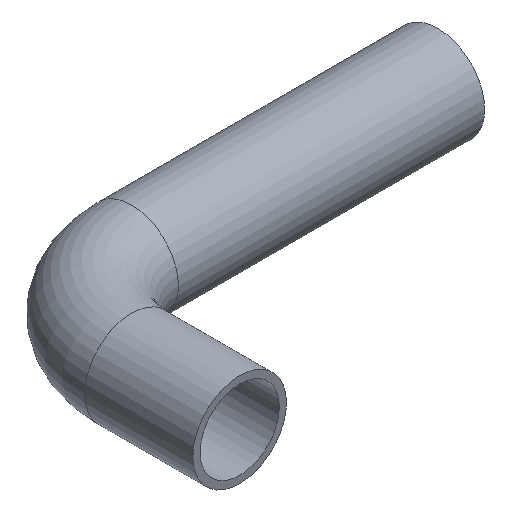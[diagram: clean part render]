
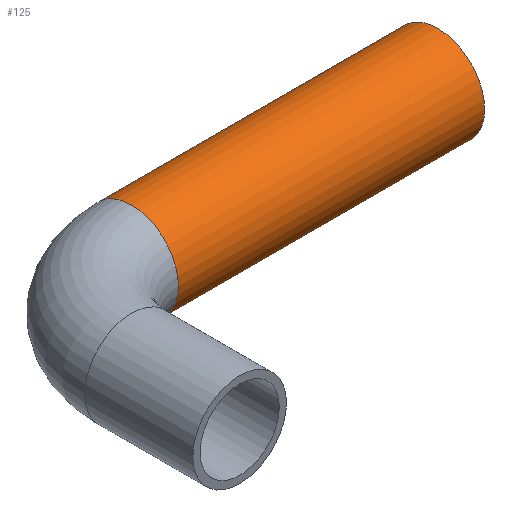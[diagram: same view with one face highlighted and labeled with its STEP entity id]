
A CAD part, isometric view. The second image highlights one B-rep face of the part: STEP entity #125.
In plain terms, the highlighted cylindrical face has radius 13 mm (diameter 26 mm), a full revolution.
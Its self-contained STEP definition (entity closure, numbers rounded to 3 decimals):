
#18=LINE('',#231,#22);
#22=VECTOR('',#192,13.);
#26=CYLINDRICAL_SURFACE('',#155,13.);
#35=FACE_OUTER_BOUND('',#45,.T.);
#45=EDGE_LOOP('',(#101,#102,#103,#104));
#51=CIRCLE('',#147,13.);
#55=CIRCLE('',#153,13.);
#63=VERTEX_POINT('',#216);
#67=VERTEX_POINT('',#227);
#73=EDGE_CURVE('',#63,#63,#51,.T.);
#78=EDGE_CURVE('',#67,#67,#55,.T.);
#80=EDGE_CURVE('',#63,#67,#18,.T.);
#101=ORIENTED_EDGE('',*,*,#73,.T.);
#102=ORIENTED_EDGE('',*,*,#80,.T.);
#103=ORIENTED_EDGE('',*,*,#78,.F.);
#104=ORIENTED_EDGE('',*,*,#80,.F.);
#125=ADVANCED_FACE('',(#35),#26,.T.);
#147=AXIS2_PLACEMENT_3D('',#217,#173,#174);
#153=AXIS2_PLACEMENT_3D('',#228,#186,#187);
#155=AXIS2_PLACEMENT_3D('',#230,#190,#191);
#173=DIRECTION('center_axis',(-1.,0.,0.));
#174=DIRECTION('ref_axis',(0.,0.,1.));
#186=DIRECTION('center_axis',(-1.,0.,0.));
#187=DIRECTION('ref_axis',(0.,0.,1.));
#190=DIRECTION('center_axis',(1.,0.,0.));
#191=DIRECTION('ref_axis',(0.,1.,0.));
#192=DIRECTION('',(-1.,0.,0.));
#216=CARTESIAN_POINT('',(111.,43.,0.));
#217=CARTESIAN_POINT('Origin',(111.,56.,0.));
#227=CARTESIAN_POINT('',(26.,43.,0.));
#228=CARTESIAN_POINT('Origin',(26.,56.,0.));
#230=CARTESIAN_POINT('Origin',(26.,56.,0.));
#231=CARTESIAN_POINT('',(26.,43.,0.));
